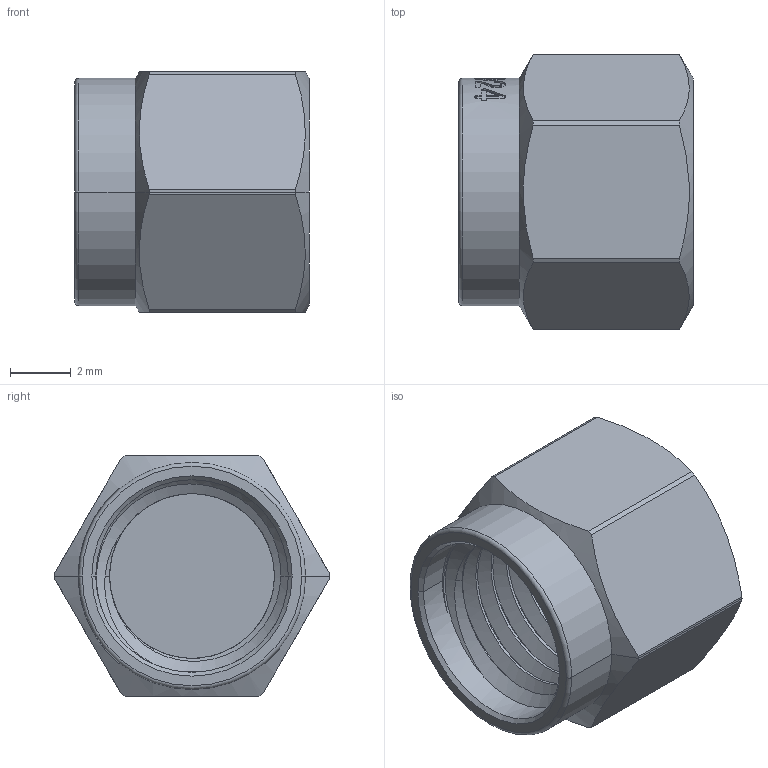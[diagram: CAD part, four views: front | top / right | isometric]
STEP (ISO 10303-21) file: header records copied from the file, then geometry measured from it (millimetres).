
FILE_DESCRIPTION (( 'STEP AP214' ), '1' );
FILE_NAME ('PE6024.STEP', '2017-09-20T22:33:29', ( '' ), ( '' ), 'SwSTEP 2.0', 'SolidWorks 2014', '' );
FILE_SCHEMA (( 'AUTOMOTIVE_DESIGN' ));
Length unit declared in the file: inch
Products named in the file (1): PE6024
Bounding box: 7.73 x 9.08 x 7.94 mm (x, y, z)
Volume: 267.2 mm3; surface area: 431.3 mm2
Topology: 1 solids, 1 shells, 150 faces, 401 edges, 264 vertices
Faces by surface type: bspline 72, plane 35, cylinder 31, cone 10, torus 2
Entity records: 10980 total; most frequent: CARTESIAN_POINT 6526, ORIENTED_EDGE 802, EDGE_CURVE 401, DIRECTION 357, VERTEX_POINT 264, B_SPLINE_CURVE_WITH_KNOTS 244, EDGE_LOOP 161, ADVANCED_FACE 150
